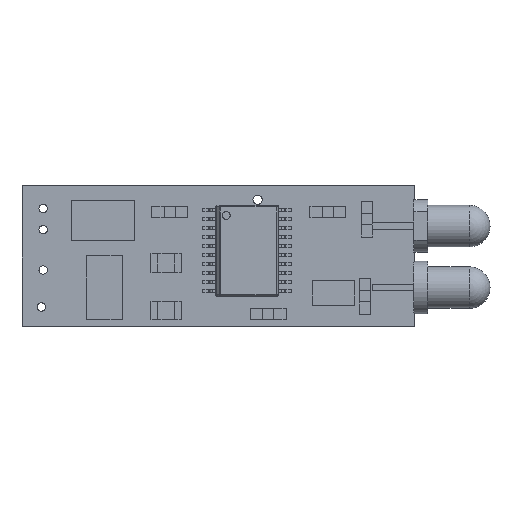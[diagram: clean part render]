
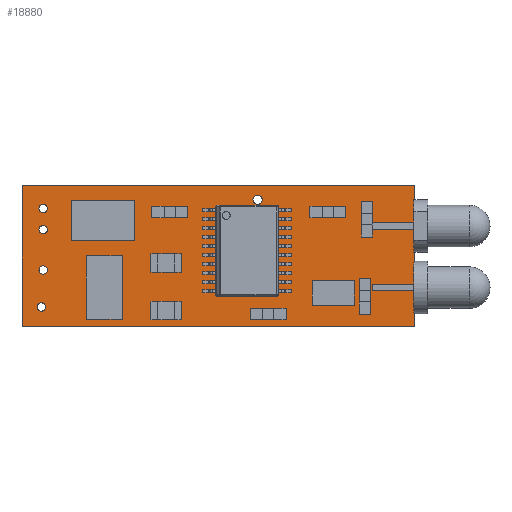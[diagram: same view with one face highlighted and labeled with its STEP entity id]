
A CAD part, top view. The second image highlights one B-rep face of the part: STEP entity #18880.
In plain terms, the highlighted planar face has unit normal (0, 0, 1).
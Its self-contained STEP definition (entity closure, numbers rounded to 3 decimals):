
#18535 = VERTEX_POINT('',#18536);
#18536 = CARTESIAN_POINT('',(0.,0.,0.));
#18542 = EDGE_CURVE('',#18535,#18543,#18545,.T.);
#18543 = VERTEX_POINT('',#18544);
#18544 = CARTESIAN_POINT('',(28.321,0.,0.));
#18545 = LINE('',#18546,#18547);
#18546 = CARTESIAN_POINT('',(0.,0.,0.));
#18547 = VECTOR('',#18548,1.);
#18548 = DIRECTION('',(1.,0.,0.));
#18573 = EDGE_CURVE('',#18543,#18574,#18576,.T.);
#18574 = VERTEX_POINT('',#18575);
#18575 = CARTESIAN_POINT('',(28.321,10.16,0.));
#18576 = LINE('',#18577,#18578);
#18577 = CARTESIAN_POINT('',(28.321,0.,0.));
#18578 = VECTOR('',#18579,1.);
#18579 = DIRECTION('',(0.,1.,0.));
#18604 = EDGE_CURVE('',#18574,#18605,#18607,.T.);
#18605 = VERTEX_POINT('',#18606);
#18606 = CARTESIAN_POINT('',(0.,10.16,0.));
#18607 = LINE('',#18608,#18609);
#18608 = CARTESIAN_POINT('',(28.321,10.16,0.));
#18609 = VECTOR('',#18610,1.);
#18610 = DIRECTION('',(-1.,0.,0.));
#18635 = EDGE_CURVE('',#18605,#18535,#18636,.T.);
#18636 = LINE('',#18637,#18638);
#18637 = CARTESIAN_POINT('',(0.,10.16,0.));
#18638 = VECTOR('',#18639,1.);
#18639 = DIRECTION('',(0.,-1.,0.));
#18659 = VERTEX_POINT('',#18660);
#18660 = CARTESIAN_POINT('',(1.697,1.397,0.));
#18666 = EDGE_CURVE('',#18659,#18659,#18667,.T.);
#18667 = CIRCLE('',#18668,0.3);
#18668 = AXIS2_PLACEMENT_3D('',#18669,#18670,#18671);
#18669 = CARTESIAN_POINT('',(1.397,1.397,0.));
#18670 = DIRECTION('',(0.,0.,1.));
#18671 = DIRECTION('',(1.,0.,0.));
#18692 = VERTEX_POINT('',#18693);
#18693 = CARTESIAN_POINT('',(1.824,8.509,0.));
#18699 = EDGE_CURVE('',#18692,#18692,#18700,.T.);
#18700 = CIRCLE('',#18701,0.3);
#18701 = AXIS2_PLACEMENT_3D('',#18702,#18703,#18704);
#18702 = CARTESIAN_POINT('',(1.524,8.509,0.));
#18703 = DIRECTION('',(0.,0.,1.));
#18704 = DIRECTION('',(1.,0.,0.));
#18725 = VERTEX_POINT('',#18726);
#18726 = CARTESIAN_POINT('',(1.824,4.064,0.));
#18732 = EDGE_CURVE('',#18725,#18725,#18733,.T.);
#18733 = CIRCLE('',#18734,0.3);
#18734 = AXIS2_PLACEMENT_3D('',#18735,#18736,#18737);
#18735 = CARTESIAN_POINT('',(1.524,4.064,0.));
#18736 = DIRECTION('',(0.,0.,1.));
#18737 = DIRECTION('',(1.,0.,0.));
#18758 = VERTEX_POINT('',#18759);
#18759 = CARTESIAN_POINT('',(1.824,6.985,0.));
#18765 = EDGE_CURVE('',#18758,#18758,#18766,.T.);
#18766 = CIRCLE('',#18767,0.3);
#18767 = AXIS2_PLACEMENT_3D('',#18768,#18769,#18770);
#18768 = CARTESIAN_POINT('',(1.524,6.985,0.));
#18769 = DIRECTION('',(0.,0.,1.));
#18770 = DIRECTION('',(1.,0.,0.));
#18791 = VERTEX_POINT('',#18792);
#18792 = CARTESIAN_POINT('',(16.083,7.747,0.));
#18798 = EDGE_CURVE('',#18791,#18791,#18799,.T.);
#18799 = CIRCLE('',#18800,0.335);
#18800 = AXIS2_PLACEMENT_3D('',#18801,#18802,#18803);
#18801 = CARTESIAN_POINT('',(15.748,7.747,0.));
#18802 = DIRECTION('',(0.,0.,1.));
#18803 = DIRECTION('',(1.,0.,0.));
#18824 = VERTEX_POINT('',#18825);
#18825 = CARTESIAN_POINT('',(17.353,9.144,0.));
#18831 = EDGE_CURVE('',#18824,#18824,#18832,.T.);
#18832 = CIRCLE('',#18833,0.335);
#18833 = AXIS2_PLACEMENT_3D('',#18834,#18835,#18836);
#18834 = CARTESIAN_POINT('',(17.018,9.144,0.));
#18835 = DIRECTION('',(0.,0.,1.));
#18836 = DIRECTION('',(1.,0.,0.));
#18880 = ADVANCED_FACE('',(#18881,#18887,#18890,#18893,#18896,#18899,
    #18902),#18905,.F.);
#18881 = FACE_BOUND('',#18882,.T.);
#18882 = EDGE_LOOP('',(#18883,#18884,#18885,#18886));
#18883 = ORIENTED_EDGE('',*,*,#18542,.T.);
#18884 = ORIENTED_EDGE('',*,*,#18573,.T.);
#18885 = ORIENTED_EDGE('',*,*,#18604,.T.);
#18886 = ORIENTED_EDGE('',*,*,#18635,.T.);
#18887 = FACE_BOUND('',#18888,.F.);
#18888 = EDGE_LOOP('',(#18889));
#18889 = ORIENTED_EDGE('',*,*,#18666,.T.);
#18890 = FACE_BOUND('',#18891,.F.);
#18891 = EDGE_LOOP('',(#18892));
#18892 = ORIENTED_EDGE('',*,*,#18699,.T.);
#18893 = FACE_BOUND('',#18894,.F.);
#18894 = EDGE_LOOP('',(#18895));
#18895 = ORIENTED_EDGE('',*,*,#18732,.T.);
#18896 = FACE_BOUND('',#18897,.F.);
#18897 = EDGE_LOOP('',(#18898));
#18898 = ORIENTED_EDGE('',*,*,#18765,.T.);
#18899 = FACE_BOUND('',#18900,.F.);
#18900 = EDGE_LOOP('',(#18901));
#18901 = ORIENTED_EDGE('',*,*,#18798,.T.);
#18902 = FACE_BOUND('',#18903,.F.);
#18903 = EDGE_LOOP('',(#18904));
#18904 = ORIENTED_EDGE('',*,*,#18831,.T.);
#18905 = PLANE('',#18906);
#18906 = AXIS2_PLACEMENT_3D('',#18907,#18908,#18909);
#18907 = CARTESIAN_POINT('',(0.,0.,0.));
#18908 = DIRECTION('',(0.,0.,-1.));
#18909 = DIRECTION('',(-1.,0.,0.));
